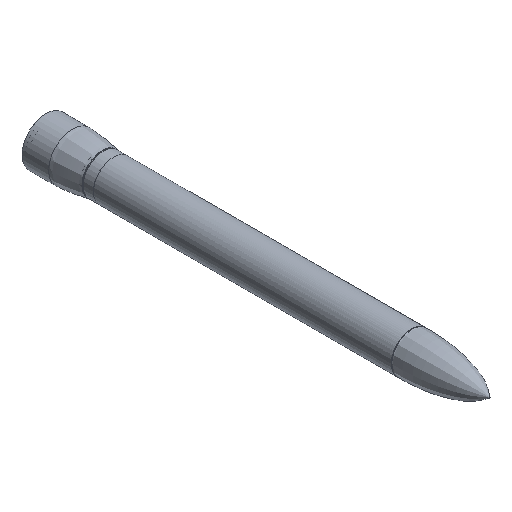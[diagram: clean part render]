
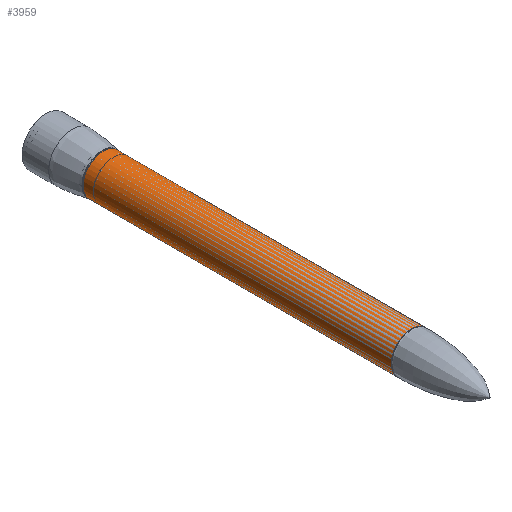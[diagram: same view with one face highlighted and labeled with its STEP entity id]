
A CAD part, isometric view. The second image highlights one B-rep face of the part: STEP entity #3959.
In plain terms, the highlighted cylindrical face has radius 39.5 mm (diameter 79 mm), a full revolution.
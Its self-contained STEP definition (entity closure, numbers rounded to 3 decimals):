
#474=LINE('',#8467,#888);
#888=VECTOR('',#5401,39.5);
#952=CYLINDRICAL_SURFACE('',#4336,39.5);
#1156=FACE_OUTER_BOUND('',#1392,.T.);
#1392=EDGE_LOOP('',(#3531,#3532,#3533,#3534,#3535));
#1482=CIRCLE('',#4196,39.5);
#1483=CIRCLE('',#4197,39.5);
#1532=CIRCLE('',#4328,39.5);
#1742=VERTEX_POINT('',#7158);
#1743=VERTEX_POINT('',#7169);
#1895=VERTEX_POINT('',#8231);
#2210=EDGE_CURVE('',#1743,#1742,#1482,.T.);
#2211=EDGE_CURVE('',#1742,#1743,#1483,.T.);
#2441=EDGE_CURVE('',#1895,#1895,#1532,.T.);
#2448=EDGE_CURVE('',#1743,#1895,#474,.T.);
#3531=ORIENTED_EDGE('',*,*,#2211,.T.);
#3532=ORIENTED_EDGE('',*,*,#2448,.T.);
#3533=ORIENTED_EDGE('',*,*,#2441,.T.);
#3534=ORIENTED_EDGE('',*,*,#2448,.F.);
#3535=ORIENTED_EDGE('',*,*,#2210,.T.);
#3959=ADVANCED_FACE('',(#1156),#952,.T.);
#4196=AXIS2_PLACEMENT_3D('',#7170,#4938,#4939);
#4197=AXIS2_PLACEMENT_3D('',#7171,#4940,#4941);
#4328=AXIS2_PLACEMENT_3D('',#8232,#5381,#5382);
#4336=AXIS2_PLACEMENT_3D('',#8466,#5399,#5400);
#4938=DIRECTION('center_axis',(0.,-1.,0.));
#4939=DIRECTION('ref_axis',(1.,0.,0.));
#4940=DIRECTION('center_axis',(0.,-1.,0.));
#4941=DIRECTION('ref_axis',(1.,0.,0.));
#5381=DIRECTION('center_axis',(0.,1.,0.));
#5382=DIRECTION('ref_axis',(1.,0.,0.));
#5399=DIRECTION('center_axis',(0.,1.,0.));
#5400=DIRECTION('ref_axis',(1.,0.,0.));
#5401=DIRECTION('',(0.,-1.,0.));
#7158=CARTESIAN_POINT('',(39.5,607.59,0.));
#7169=CARTESIAN_POINT('',(-39.5,607.59,0.));
#7170=CARTESIAN_POINT('Origin',(0.,607.59,0.));
#7171=CARTESIAN_POINT('Origin',(0.,607.59,0.));
#8231=CARTESIAN_POINT('',(-39.5,0.,0.));
#8232=CARTESIAN_POINT('Origin',(0.,0.,0.));
#8466=CARTESIAN_POINT('Origin',(0.,0.,0.));
#8467=CARTESIAN_POINT('',(-39.5,0.,0.));
